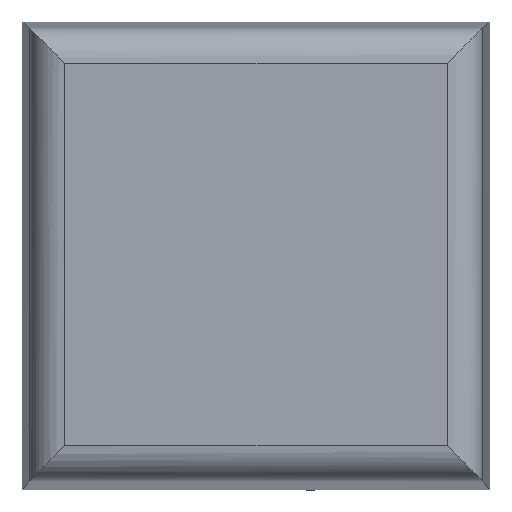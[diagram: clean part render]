
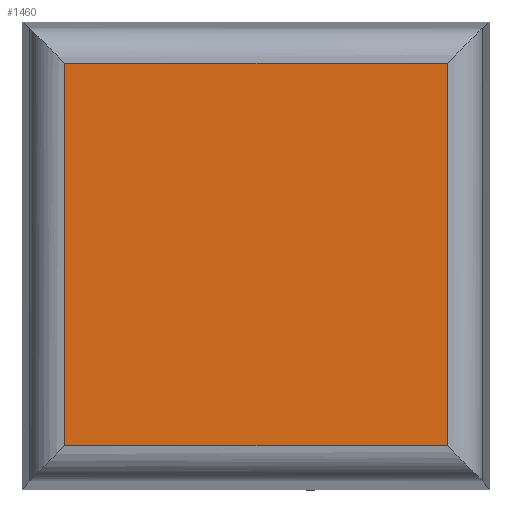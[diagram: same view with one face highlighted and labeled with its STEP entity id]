
A CAD part, top view. The second image highlights one B-rep face of the part: STEP entity #1460.
In plain terms, the highlighted planar face has unit normal (0, 0, 1).
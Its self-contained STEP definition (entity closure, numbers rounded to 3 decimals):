
#1361=CARTESIAN_POINT('',(16.377,-16.377,68.289));
#1362=VERTEX_POINT('',#1361);
#1370=CARTESIAN_POINT('',(-16.377,-16.377,68.289));
#1371=VERTEX_POINT('',#1370);
#1372=CARTESIAN_POINT('',(16.377,-16.377,68.289));
#1373=DIRECTION('',(-1.0,0.0,0.0));
#1374=VECTOR('',#1373,32.754);
#1375=LINE('',#1372,#1374);
#1376=EDGE_CURVE('',#1362,#1371,#1375,.T.);
#1394=CARTESIAN_POINT('',(16.377,16.377,68.289));
#1395=VERTEX_POINT('',#1394);
#1404=CARTESIAN_POINT('',(-16.377,16.377,68.289));
#1405=VERTEX_POINT('',#1404);
#1413=CARTESIAN_POINT('',(16.377,16.377,68.289));
#1414=DIRECTION('',(-1.0,0.0,0.0));
#1415=VECTOR('',#1414,32.754);
#1416=LINE('',#1413,#1415);
#1417=EDGE_CURVE('',#1395,#1405,#1416,.T.);
#1428=CARTESIAN_POINT('',(16.377,-16.377,68.289));
#1429=DIRECTION('',(0.,1.0,0.));
#1430=VECTOR('',#1429,32.754);
#1431=LINE('',#1428,#1430);
#1432=EDGE_CURVE('',#1362,#1395,#1431,.T.);
#1444=CARTESIAN_POINT('',(16.377,-20.,68.289));
#1445=DIRECTION('',(0.,0.,1.0));
#1446=DIRECTION('',(0.,1.0,0.));
#1447=AXIS2_PLACEMENT_3D('',#1444,#1445,#1446);
#1448=PLANE('',#1447);
#1449=ORIENTED_EDGE('',*,*,#1417,.T.);
#1450=CARTESIAN_POINT('',(-16.377,-16.377,68.289));
#1451=DIRECTION('',(0.,1.0,0.));
#1452=VECTOR('',#1451,32.754);
#1453=LINE('',#1450,#1452);
#1454=EDGE_CURVE('',#1371,#1405,#1453,.T.);
#1455=ORIENTED_EDGE('',*,*,#1454,.F.);
#1456=ORIENTED_EDGE('',*,*,#1376,.F.);
#1457=ORIENTED_EDGE('',*,*,#1432,.T.);
#1458=EDGE_LOOP('',(#1449,#1455,#1456,#1457));
#1459=FACE_OUTER_BOUND('',#1458,.T.);
#1460=ADVANCED_FACE('',(#1459),#1448,.T.);
